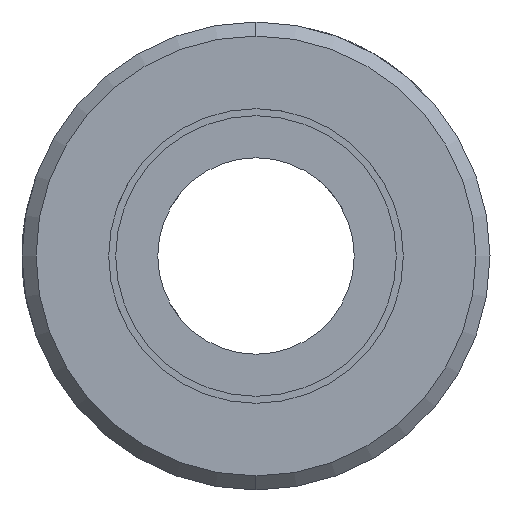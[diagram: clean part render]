
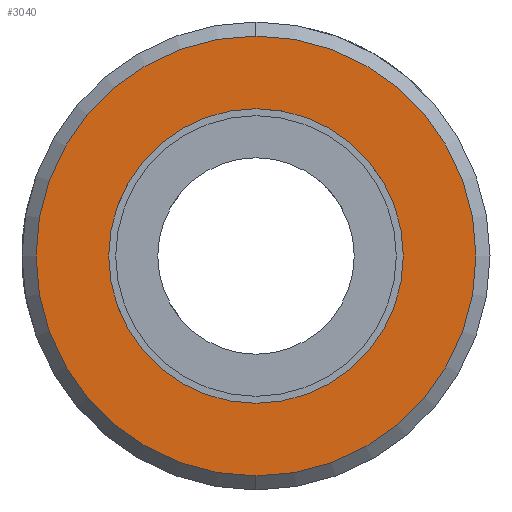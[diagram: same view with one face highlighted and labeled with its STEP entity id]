
A CAD part, left-side view. The second image highlights one B-rep face of the part: STEP entity #3040.
In plain terms, the highlighted planar face has unit normal (-1, 0, 0).
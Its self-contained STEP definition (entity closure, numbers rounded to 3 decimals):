
#110 = VERTEX_POINT ( 'NONE', #2982 ) ;
#203 = CARTESIAN_POINT ( 'NONE',  ( -8.88, 0., -3. ) ) ;
#258 = DIRECTION ( 'NONE',  ( 0., 0., 1. ) ) ;
#271 = DIRECTION ( 'NONE',  ( 0., 0., 1. ) ) ;
#447 = FACE_OUTER_BOUND ( 'NONE', #2035, .T. ) ;
#483 = AXIS2_PLACEMENT_3D ( 'NONE', #2001, #2108, #271 ) ;
#498 = ORIENTED_EDGE ( 'NONE', *, *, #3032, .F. ) ;
#530 = DIRECTION ( 'NONE',  ( 1., 0., 0. ) ) ;
#602 = CARTESIAN_POINT ( 'NONE',  ( -8.88, 0., 0. ) ) ;
#603 = AXIS2_PLACEMENT_3D ( 'NONE', #1571, #3124, #258 ) ;
#635 = AXIS2_PLACEMENT_3D ( 'NONE', #1310, #1553, #3110 ) ;
#758 = CARTESIAN_POINT ( 'NONE',  ( -8.88, 0., 3. ) ) ;
#794 = DIRECTION ( 'NONE',  ( 0., 0., -1. ) ) ;
#869 = DIRECTION ( 'NONE',  ( -1., 0., 0. ) ) ;
#1140 = AXIS2_PLACEMENT_3D ( 'NONE', #2098, #530, #794 ) ;
#1227 = ORIENTED_EDGE ( 'NONE', *, *, #2721, .T. ) ;
#1310 = CARTESIAN_POINT ( 'NONE',  ( -8.88, 0., 0. ) ) ;
#1515 = CIRCLE ( 'NONE', #483, 4.479 ) ;
#1553 = DIRECTION ( 'NONE',  ( -1., 0., 0. ) ) ;
#1571 = CARTESIAN_POINT ( 'NONE',  ( -8.88, 0., 0. ) ) ;
#1674 = FACE_BOUND ( 'NONE', #1825, .T. ) ;
#1751 = CIRCLE ( 'NONE', #603, 3. ) ;
#1825 = EDGE_LOOP ( 'NONE', ( #3081, #498 ) ) ;
#1925 = VERTEX_POINT ( 'NONE', #2087 ) ;
#2001 = CARTESIAN_POINT ( 'NONE',  ( -8.88, 0., 0. ) ) ;
#2035 = EDGE_LOOP ( 'NONE', ( #2313, #1227 ) ) ;
#2076 = EDGE_CURVE ( 'E61', #110, #1925, #1515, .T. ) ;
#2087 = CARTESIAN_POINT ( 'NONE',  ( -8.88, 0., 4.479 ) ) ;
#2098 = CARTESIAN_POINT ( 'NONE',  ( -8.88, 4.479, 0. ) ) ;
#2108 = DIRECTION ( 'NONE',  ( -1., 0., 0. ) ) ;
#2151 = VERTEX_POINT ( 'NONE', #758 ) ;
#2222 = VERTEX_POINT ( 'NONE', #203 ) ;
#2313 = ORIENTED_EDGE ( 'NONE', *, *, #2076, .T. ) ;
#2432 = DIRECTION ( 'NONE',  ( 0., 0., 1. ) ) ;
#2721 = EDGE_CURVE ( 'E61', #1925, #110, #3249, .T. ) ;
#2874 = AXIS2_PLACEMENT_3D ( 'NONE', #602, #869, #2432 ) ;
#2982 = CARTESIAN_POINT ( 'NONE',  ( -8.88, 0., -4.479 ) ) ;
#3032 = EDGE_CURVE ( 'NONE', #2222, #2151, #1751, .T. ) ;
#3040 = ADVANCED_FACE ( 'E60', ( #1674, #447 ), #3341, .F. ) ;
#3081 = ORIENTED_EDGE ( 'NONE', *, *, #3178, .F. ) ;
#3110 = DIRECTION ( 'NONE',  ( 0., 0., 1. ) ) ;
#3124 = DIRECTION ( 'NONE',  ( -1., 0., 0. ) ) ;
#3178 = EDGE_CURVE ( 'NONE', #2151, #2222, #3248, .T. ) ;
#3248 = CIRCLE ( 'NONE', #2874, 3. ) ;
#3249 = CIRCLE ( 'NONE', #635, 4.479 ) ;
#3341 = PLANE ( 'NONE',  #1140 ) ;
